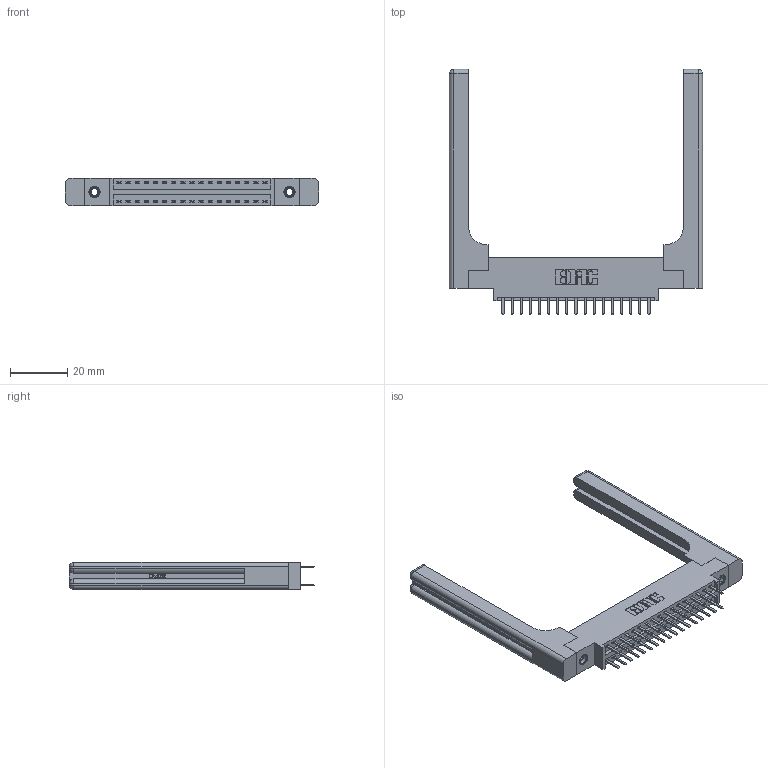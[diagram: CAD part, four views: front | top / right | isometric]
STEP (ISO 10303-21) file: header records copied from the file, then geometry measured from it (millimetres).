
FILE_DESCRIPTION (( 'STEP AP203' ), '1' );
FILE_NAME ('396-034-520-858.STEP', '2019-11-01T20:15:11', ( '' ), ( '' ), 'SwSTEP 2.0', 'SolidWorks 2016', '' );
FILE_SCHEMA (( 'CONFIG_CONTROL_DESIGN' ));
Length unit declared in the file: inch
Products named in the file (5): 346-220-058_345-220-058; 396-034-520-858; 346 Part_0.170 Offset - 0.156 Dia-TH; 345-292-001_345-293-120; 345-250-001_345-250-001-102
Assembly tree (39 placements, depth 2):
  396-034-520-858
    346 Part_0.170 Offset - 0.156 Dia-TH
    345-292-001_345-293-120  x34
    345-250-001_345-250-001-102  x2
    346-220-058_345-220-058  x2
Bounding box: 88.04 x 85.29 x 9.4 mm (x, y, z)
Volume: 15715.2 mm3; surface area: 16024.6 mm2
Topology: 39 solids, 39 shells, 2286 faces, 6549 edges, 4254 vertices
Faces by surface type: plane 1486, cylinder 740, bspline 36, cone 12, sphere 8, torus 4
Entity records: 19888 total; most frequent: CARTESIAN_POINT 4333, ORIENTED_EDGE 3052, DIRECTION 2790, EDGE_CURVE 1526, LINE 1230, VECTOR 1230, VERTEX_POINT 1006, AXIS2_PLACEMENT_3D 780
